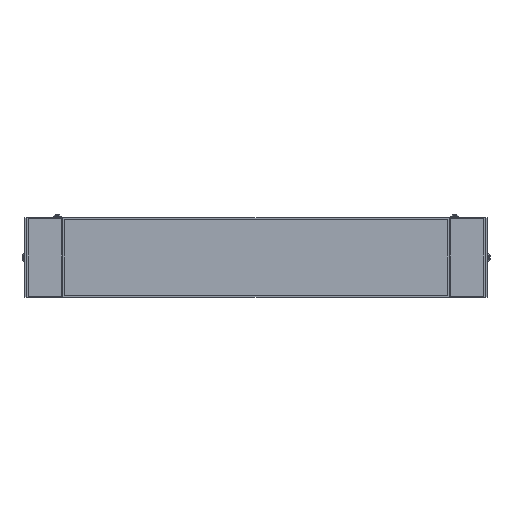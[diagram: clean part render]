
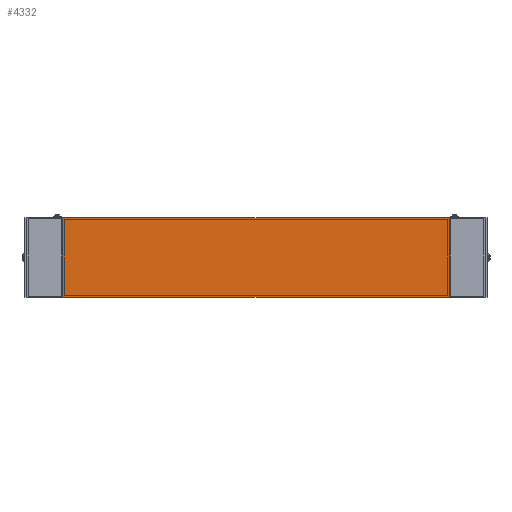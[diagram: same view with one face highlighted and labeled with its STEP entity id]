
A CAD part, left-side view. The second image highlights one B-rep face of the part: STEP entity #4332.
In plain terms, the highlighted planar face has unit normal (-1, 0, 0).
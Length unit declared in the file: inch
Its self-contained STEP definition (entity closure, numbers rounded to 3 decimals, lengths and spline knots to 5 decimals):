
#107 = CARTESIAN_POINT ( 'NONE',  ( -19.64567, -11.39764, -1.92913 ) ) ;
#465 = ORIENTED_EDGE ( 'NONE', *, *, #7342, .F. ) ;
#647 = VERTEX_POINT ( 'NONE', #18086 ) ;
#1174 = FACE_OUTER_BOUND ( 'NONE', #3004, .T. ) ;
#1339 = CARTESIAN_POINT ( 'NONE',  ( -19.64567, -1.9685, -1.92913 ) ) ;
#2371 = CARTESIAN_POINT ( 'NONE',  ( -19.64567, -11.39764, 1.92913 ) ) ;
#3004 = EDGE_LOOP ( 'NONE', ( #19185, #33414, #32076, #465 ) ) ;
#4332 = ADVANCED_FACE ( 'NONE', ( #1174 ), #33867, .F. ) ;
#5876 = VERTEX_POINT ( 'NONE', #107 ) ;
#6774 = DIRECTION ( 'NONE',  ( 0., 0., 1. ) ) ;
#7274 = LINE ( 'NONE', #32886, #34472 ) ;
#7342 = EDGE_CURVE ( 'NONE', #5876, #23690, #25170, .T. ) ;
#8158 = LINE ( 'NONE', #25330, #9909 ) ;
#9809 = CARTESIAN_POINT ( 'NONE',  ( -19.64567, -11.39764, 0. ) ) ;
#9909 = VECTOR ( 'NONE', #38440, 39.37008 ) ;
#13644 = DIRECTION ( 'NONE',  ( 1., 0., 0. ) ) ;
#13945 = DIRECTION ( 'NONE',  ( 0., 0., 1. ) ) ;
#16463 = EDGE_CURVE ( 'NONE', #23690, #647, #7274, .T. ) ;
#17364 = EDGE_CURVE ( 'NONE', #26239, #5876, #39460, .T. ) ;
#17667 = DIRECTION ( 'NONE',  ( 0., 1., 0. ) ) ;
#18086 = CARTESIAN_POINT ( 'NONE',  ( -19.64567, 7.46063, 1.92913 ) ) ;
#19185 = ORIENTED_EDGE ( 'NONE', *, *, #17364, .F. ) ;
#19786 = AXIS2_PLACEMENT_3D ( 'NONE', #27164, #13644, #6774 ) ;
#23102 = CARTESIAN_POINT ( 'NONE',  ( -19.64567, 7.46063, -1.92913 ) ) ;
#23690 = VERTEX_POINT ( 'NONE', #23102 ) ;
#25170 = LINE ( 'NONE', #1339, #26556 ) ;
#25330 = CARTESIAN_POINT ( 'NONE',  ( -19.64567, -1.9685, 1.92913 ) ) ;
#26036 = EDGE_CURVE ( 'NONE', #647, #26239, #8158, .T. ) ;
#26239 = VERTEX_POINT ( 'NONE', #2371 ) ;
#26556 = VECTOR ( 'NONE', #17667, 39.37008 ) ;
#27164 = CARTESIAN_POINT ( 'NONE',  ( -19.64567, -1.9685, 0. ) ) ;
#29042 = VECTOR ( 'NONE', #32378, 39.37008 ) ;
#32076 = ORIENTED_EDGE ( 'NONE', *, *, #16463, .F. ) ;
#32378 = DIRECTION ( 'NONE',  ( 0., 0., -1. ) ) ;
#32886 = CARTESIAN_POINT ( 'NONE',  ( -19.64567, 7.46063, 0. ) ) ;
#33414 = ORIENTED_EDGE ( 'NONE', *, *, #26036, .F. ) ;
#33867 = PLANE ( 'NONE',  #19786 ) ;
#34472 = VECTOR ( 'NONE', #13945, 39.37008 ) ;
#38440 = DIRECTION ( 'NONE',  ( 0., -1., 0. ) ) ;
#39460 = LINE ( 'NONE', #9809, #29042 ) ;
